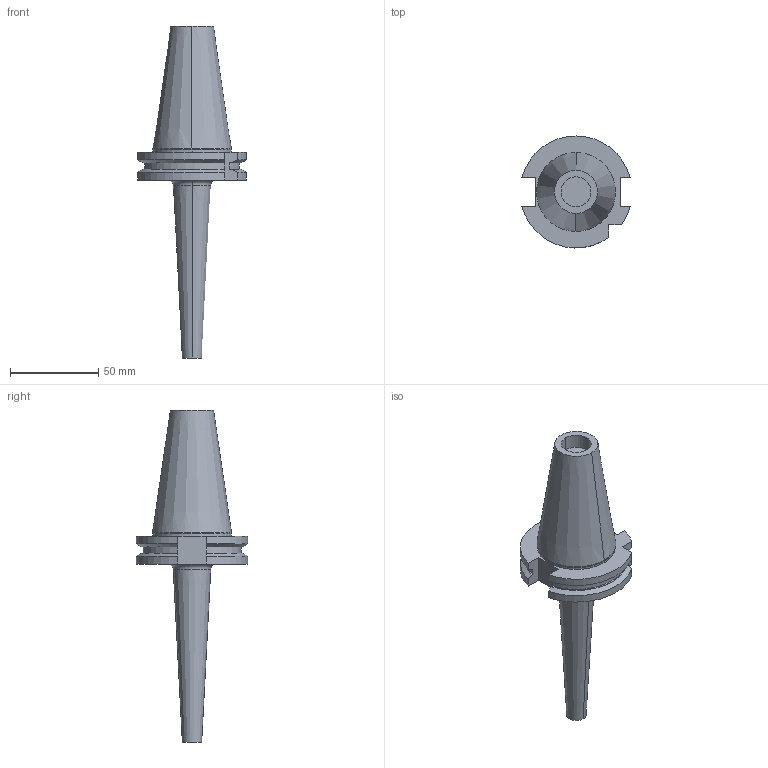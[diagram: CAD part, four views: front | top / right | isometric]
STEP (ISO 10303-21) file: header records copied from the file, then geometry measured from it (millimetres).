
FILE_DESCRIPTION(/* description */ (''),/* implementation_level */ '2;1');
FILE_NAME(/* name */ '204632292ndi000_00.stp',/* time_stamp */ '2023-03-16T10:00:50+01:00',/* author */ (''),/* organization */ (''),/* preprocessor_version */ 'ST-DEVELOPER v16.7',/* originating_system */ 'SIEMENS PLM Software NX 12.0',/* authorisation */ '');
FILE_SCHEMA (('AUTOMOTIVE_DESIGN { 1 0 10303 214 3 1 1 1 }'));
Length unit declared in the file: millimetre
Products named in the file (1): kl6236886F1Elqav
Bounding box: 61.48 x 63.54 x 188.4 mm (x, y, z)
Volume: 133579.3 mm3; surface area: 22355.7 mm2
Topology: 1 solids, 1 shells, 49 faces, 125 edges, 82 vertices
Faces by surface type: plane 20, cylinder 15, cone 12, torus 2
Entity records: 1593 total; most frequent: CARTESIAN_POINT 320, DIRECTION 267, ORIENTED_EDGE 250, EDGE_CURVE 125, AXIS2_PLACEMENT_3D 101, VERTEX_POINT 82, LINE 65, VECTOR 65
